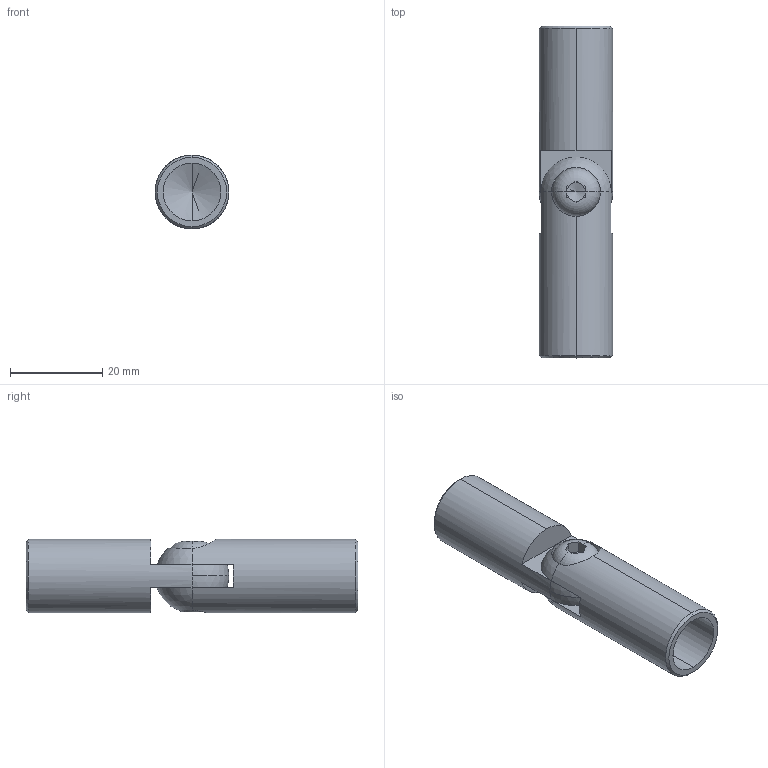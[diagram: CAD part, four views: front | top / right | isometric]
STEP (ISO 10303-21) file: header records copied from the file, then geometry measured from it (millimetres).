
FILE_DESCRIPTION (( 'STEP AP203' ), '1' );
FILE_NAME ('0100000000001890_38_A_0302-012.STEP', '2021-07-07T11:24:05', ( '' ), ( '' ), 'SwSTEP 2.0', 'SolidWorks 2019', '' );
FILE_SCHEMA (( 'CONFIG_CONTROL_DESIGN' ));
Length unit declared in the file: millimetre
Products named in the file (4): A_0302-012-P2; A_0302-012-P1; 0100000000001890_38_A_0302-012; SKRUTKA stn iso 7380_M6x12
Assembly tree (3 placements, depth 2):
  0100000000001890_38_A_0302-012
    A_0302-012-P1
    A_0302-012-P2
    SKRUTKA stn iso 7380_M6x12
Bounding box: 16 x 72 x 16 mm (x, y, z)
Volume: 7534.8 mm3; surface area: 7548.3 mm2
Topology: 3 solids, 3 shells, 60 faces, 144 edges, 86 vertices
Faces by surface type: plane 24, cylinder 18, cone 12, sphere 4, torus 2
Entity records: 2210 total; most frequent: CARTESIAN_POINT 394, DIRECTION 324, ORIENTED_EDGE 276, EDGE_CURVE 138, AXIS2_PLACEMENT_3D 132, VERTEX_POINT 86, EDGE_LOOP 68, CIRCLE 66
